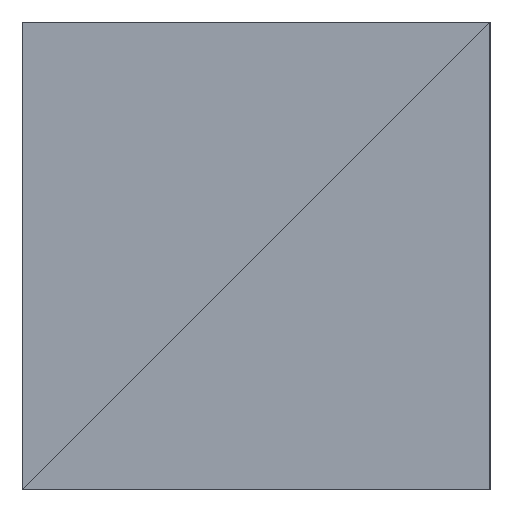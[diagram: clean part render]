
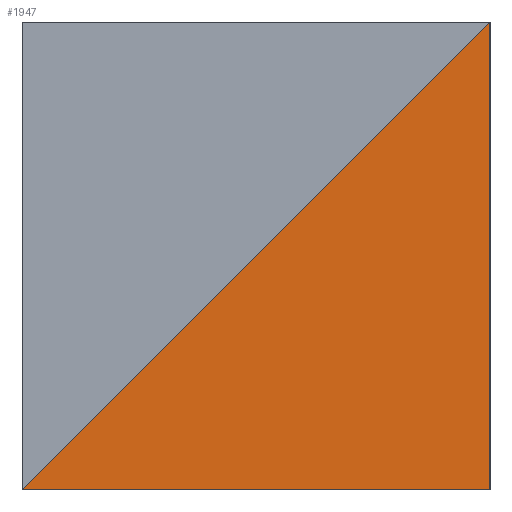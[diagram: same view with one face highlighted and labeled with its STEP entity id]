
A CAD part, left-side view. The second image highlights one B-rep face of the part: STEP entity #1947.
In plain terms, the highlighted planar face has unit normal (-1, 0, 0).
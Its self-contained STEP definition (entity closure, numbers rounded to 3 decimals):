
#1947=ADVANCED_FACE('',(#1948),#1974,.F.);
#1948=FACE_OUTER_BOUND('',#1949,.T.);
#1949=EDGE_LOOP('',(#1950,#1952,#1954));
#1950=ORIENTED_EDGE('',*,*,#1951,.T.);
#1951=EDGE_CURVE('',#1956,#1958,#1960,.T.);
#1952=ORIENTED_EDGE('',*,*,#1953,.T.);
#1953=EDGE_CURVE('',#1958,#1964,#1966,.T.);
#1954=ORIENTED_EDGE('',*,*,#1955,.T.);
#1955=EDGE_CURVE('',#1964,#1956,#1970,.T.);
#1956=VERTEX_POINT('',#1957);
#1957=CARTESIAN_POINT('',(-0.8,0.4,0.0));
#1958=VERTEX_POINT('',#1959);
#1959=CARTESIAN_POINT('',(-0.8,-0.4,0.8));
#1960=LINE('',#1961,#1962);
#1961=CARTESIAN_POINT('',(-0.8,0.4,0.0));
#1962=VECTOR('',#1963,1.0);
#1963=DIRECTION('',(0.0,0.707,-0.707));
#1964=VERTEX_POINT('',#1965);
#1965=CARTESIAN_POINT('',(-0.8,-0.4,0.0));
#1966=LINE('',#1967,#1968);
#1967=CARTESIAN_POINT('',(-0.8,-0.4,0.8));
#1968=VECTOR('',#1969,1.0);
#1969=DIRECTION('',(0.0,0.0,1.0));
#1970=LINE('',#1971,#1972);
#1971=CARTESIAN_POINT('',(-0.8,-0.4,0.0));
#1972=VECTOR('',#1973,1.0);
#1973=DIRECTION('',(0.0,-1.0,0.0));
#1974=PLANE('',#1975);
#1975=AXIS2_PLACEMENT_3D('',#1976,#1977,#1978);
#1976=CARTESIAN_POINT('',(-0.8,-0.4,0.8));
#1977=DIRECTION('',(1.0,0.0,0.0));
#1978=DIRECTION('',(0.0,1.0,0.0));
